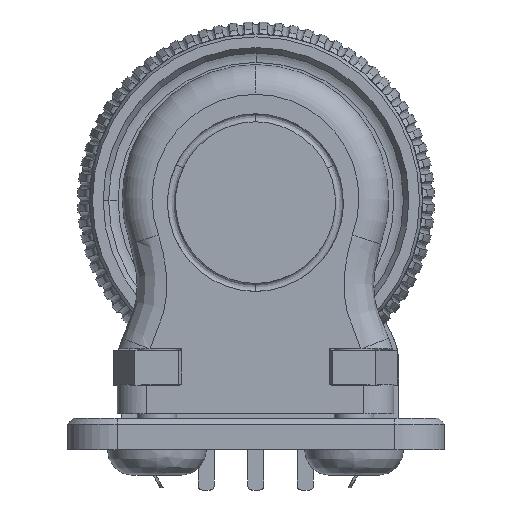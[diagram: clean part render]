
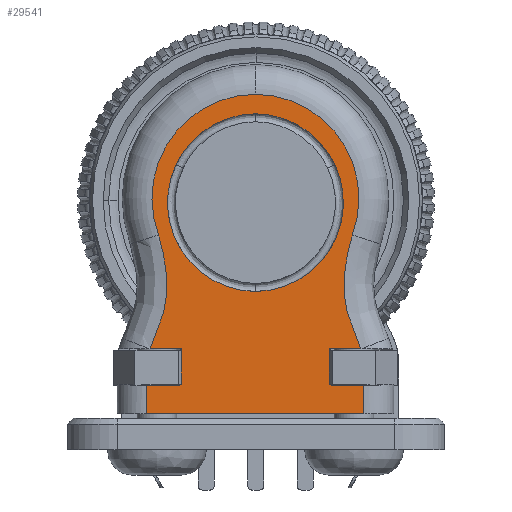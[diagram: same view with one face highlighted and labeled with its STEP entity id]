
A CAD part, front view. The second image highlights one B-rep face of the part: STEP entity #29541.
In plain terms, the highlighted planar face has unit normal (0, -1, 0).
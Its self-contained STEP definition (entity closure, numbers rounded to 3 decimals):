
#28549=CARTESIAN_POINT('',(-4.01,-8.7,12.786));
#28550=VERTEX_POINT('',#28549);
#28558=CARTESIAN_POINT('',(-0.006,-8.7,6.392));
#28559=VERTEX_POINT('',#28558);
#28560=CARTESIAN_POINT('',(0.04,-8.7,10.872));
#28561=DIRECTION('',(0.,1.,-0.));
#28562=DIRECTION('',(0.,0.,1.));
#28563=AXIS2_PLACEMENT_3D('',#28560,#28561,#28562);
#28564=CIRCLE('',#28563,4.48);
#28565=EDGE_CURVE('',#28559,#28550,#28564,.T.);
#28672=CARTESIAN_POINT('',(-3.737,-8.7,3.515));
#28673=VERTEX_POINT('',#28672);
#28680=CARTESIAN_POINT('',(-5.316,-8.7,3.515));
#28681=VERTEX_POINT('',#28680);
#28682=CARTESIAN_POINT('',(-3.737,-8.7,3.515));
#28683=DIRECTION('',(-1.,0.,0.));
#28684=VECTOR('',#28683,1.578);
#28685=LINE('',#28682,#28684);
#28686=EDGE_CURVE('',#28673,#28681,#28685,.T.);
#28974=CARTESIAN_POINT('',(-5.477,-8.7,1.715));
#28975=VERTEX_POINT('',#28974);
#28983=CARTESIAN_POINT('',(-3.737,-8.7,1.715));
#28984=VERTEX_POINT('',#28983);
#28985=CARTESIAN_POINT('',(-3.737,-8.7,1.715));
#28986=DIRECTION('',(-1.,0.,0.));
#28987=VECTOR('',#28986,1.739);
#28988=LINE('',#28985,#28987);
#28989=EDGE_CURVE('',#28984,#28975,#28988,.T.);
#29380=CARTESIAN_POINT('',(9.814,-8.7,17.88));
#29381=DIRECTION('',(-0.,-1.,0.));
#29382=DIRECTION('',(0.,0.,1.));
#29383=AXIS2_PLACEMENT_3D('',#29380,#29381,#29382);
#29384=PLANE('',#29383);
#29385=CARTESIAN_POINT('',(3.998,-8.7,12.786));
#29386=VERTEX_POINT('',#29385);
#29387=CARTESIAN_POINT('',(-0.052,-8.7,10.872));
#29388=DIRECTION('',(-0.,-1.,0.));
#29389=DIRECTION('',(0.,0.,1.));
#29390=AXIS2_PLACEMENT_3D('',#29387,#29388,#29389);
#29391=CIRCLE('',#29390,4.48);
#29392=EDGE_CURVE('',#28559,#29386,#29391,.T.);
#29393=ORIENTED_EDGE('',*,*,#29392,.F.);
#29394=ORIENTED_EDGE('',*,*,#28565,.T.);
#29395=CARTESIAN_POINT('',(-0.006,-8.7,15.351));
#29396=VERTEX_POINT('',#29395);
#29397=CARTESIAN_POINT('',(0.04,-8.7,10.872));
#29398=DIRECTION('',(0.,1.,-0.));
#29399=DIRECTION('',(0.,0.,1.));
#29400=AXIS2_PLACEMENT_3D('',#29397,#29398,#29399);
#29401=CIRCLE('',#29400,4.48);
#29402=EDGE_CURVE('',#28550,#29396,#29401,.T.);
#29403=ORIENTED_EDGE('',*,*,#29402,.T.);
#29404=CARTESIAN_POINT('',(-0.052,-8.7,10.872));
#29405=DIRECTION('',(-0.,-1.,0.));
#29406=DIRECTION('',(0.,0.,1.));
#29407=AXIS2_PLACEMENT_3D('',#29404,#29405,#29406);
#29408=CIRCLE('',#29407,4.48);
#29409=EDGE_CURVE('',#29386,#29396,#29408,.T.);
#29410=ORIENTED_EDGE('',*,*,#29409,.F.);
#29411=EDGE_LOOP('',(#29393,#29394,#29403,#29410));
#29412=FACE_BOUND('',#29411,.T.);
#29413=CARTESIAN_POINT('',(5.466,-8.7,0.216));
#29414=VERTEX_POINT('',#29413);
#29415=CARTESIAN_POINT('',(-5.478,-8.7,0.216));
#29416=VERTEX_POINT('',#29415);
#29417=CARTESIAN_POINT('',(5.466,-8.7,0.216));
#29418=DIRECTION('',(-1.,0.,0.));
#29419=VECTOR('',#29418,10.944);
#29420=LINE('',#29417,#29419);
#29421=EDGE_CURVE('',#29414,#29416,#29420,.T.);
#29422=ORIENTED_EDGE('',*,*,#29421,.F.);
#29423=CARTESIAN_POINT('',(5.465,-8.7,1.715));
#29424=VERTEX_POINT('',#29423);
#29425=CARTESIAN_POINT('',(5.466,-8.7,0.216));
#29426=DIRECTION('',(-0.001,0.,1.));
#29427=VECTOR('',#29426,1.499);
#29428=LINE('',#29425,#29427);
#29429=EDGE_CURVE('',#29414,#29424,#29428,.T.);
#29430=ORIENTED_EDGE('',*,*,#29429,.T.);
#29431=CARTESIAN_POINT('',(3.726,-8.7,1.715));
#29432=VERTEX_POINT('',#29431);
#29433=CARTESIAN_POINT('',(3.726,-8.7,1.715));
#29434=DIRECTION('',(1.,-0.,0.));
#29435=VECTOR('',#29434,1.739);
#29436=LINE('',#29433,#29435);
#29437=EDGE_CURVE('',#29432,#29424,#29436,.T.);
#29438=ORIENTED_EDGE('',*,*,#29437,.F.);
#29439=CARTESIAN_POINT('',(3.726,-8.7,3.515));
#29440=VERTEX_POINT('',#29439);
#29441=CARTESIAN_POINT('',(3.726,-8.7,3.515));
#29442=DIRECTION('',(0.,-0.,-1.));
#29443=VECTOR('',#29442,1.8);
#29444=LINE('',#29441,#29443);
#29445=EDGE_CURVE('',#29440,#29432,#29444,.T.);
#29446=ORIENTED_EDGE('',*,*,#29445,.F.);
#29447=CARTESIAN_POINT('',(5.304,-8.7,3.515));
#29448=VERTEX_POINT('',#29447);
#29449=CARTESIAN_POINT('',(3.726,-8.7,3.515));
#29450=DIRECTION('',(1.,-0.,0.));
#29451=VECTOR('',#29450,1.578);
#29452=LINE('',#29449,#29451);
#29453=EDGE_CURVE('',#29440,#29448,#29452,.T.);
#29454=ORIENTED_EDGE('',*,*,#29453,.T.);
#29455=CARTESIAN_POINT('',(4.88,-8.7,9.244));
#29456=VERTEX_POINT('',#29455);
#29457=CARTESIAN_POINT('',(5.304,-8.7,3.515));
#29458=CARTESIAN_POINT('',(5.215,-8.7,3.746));
#29459=CARTESIAN_POINT('',(5.116,-8.7,3.972));
#29460=CARTESIAN_POINT('',(5.02,-8.7,4.2));
#29461=CARTESIAN_POINT('',(4.924,-8.7,4.428));
#29462=CARTESIAN_POINT('',(4.832,-8.7,4.658));
#29463=CARTESIAN_POINT('',(4.753,-8.7,4.892));
#29464=CARTESIAN_POINT('',(4.674,-8.7,5.127));
#29465=CARTESIAN_POINT('',(4.609,-8.7,5.366));
#29466=CARTESIAN_POINT('',(4.561,-8.7,5.607));
#29467=CARTESIAN_POINT('',(4.513,-8.7,5.848));
#29468=CARTESIAN_POINT('',(4.482,-8.7,6.091));
#29469=CARTESIAN_POINT('',(4.468,-8.7,6.336));
#29470=CARTESIAN_POINT('',(4.453,-8.7,6.581));
#29471=CARTESIAN_POINT('',(4.455,-8.7,6.83));
#29472=CARTESIAN_POINT('',(4.47,-8.7,7.076));
#29473=CARTESIAN_POINT('',(4.485,-8.7,7.322));
#29474=CARTESIAN_POINT('',(4.513,-8.7,7.566));
#29475=CARTESIAN_POINT('',(4.551,-8.7,7.808));
#29476=CARTESIAN_POINT('',(4.628,-8.7,8.292));
#29477=CARTESIAN_POINT('',(4.745,-8.7,8.769));
#29478=CARTESIAN_POINT('',(4.88,-8.7,9.244));
#29479=B_SPLINE_CURVE_WITH_KNOTS('',3,(#29457,#29458,#29459,#29460,#29461,#29462,#29463,#29464,#29465,#29466,#29467,#29468,#29469,#29470,#29471,#29472,#29473,#29474,#29475,#29476,#29477,#29478),.UNSPECIFIED.,.F.,.F.,(4,3,3,3,3,3,3,4),(0.,0.001,0.002,0.002,0.003,0.004,0.004,0.006),.UNSPECIFIED.);
#29480=EDGE_CURVE('',#29448,#29456,#29479,.T.);
#29481=ORIENTED_EDGE('',*,*,#29480,.T.);
#29482=CARTESIAN_POINT('',(-0.006,-8.7,16.336));
#29483=VERTEX_POINT('',#29482);
#29484=CARTESIAN_POINT('',(-0.036,-8.7,11.087));
#29485=DIRECTION('',(-0.,-1.,0.));
#29486=DIRECTION('',(0.,0.,1.));
#29487=AXIS2_PLACEMENT_3D('',#29484,#29485,#29486);
#29488=CIRCLE('',#29487,5.25);
#29489=EDGE_CURVE('',#29456,#29483,#29488,.T.);
#29490=ORIENTED_EDGE('',*,*,#29489,.T.);
#29491=CARTESIAN_POINT('',(-4.891,-8.7,9.244));
#29492=VERTEX_POINT('',#29491);
#29493=CARTESIAN_POINT('',(0.025,-8.7,11.087));
#29494=DIRECTION('',(0.,1.,-0.));
#29495=DIRECTION('',(0.,0.,1.));
#29496=AXIS2_PLACEMENT_3D('',#29493,#29494,#29495);
#29497=CIRCLE('',#29496,5.25);
#29498=EDGE_CURVE('',#29492,#29483,#29497,.T.);
#29499=ORIENTED_EDGE('',*,*,#29498,.F.);
#29500=CARTESIAN_POINT('',(-5.316,-8.7,3.515));
#29501=CARTESIAN_POINT('',(-5.227,-8.7,3.746));
#29502=CARTESIAN_POINT('',(-5.128,-8.7,3.972));
#29503=CARTESIAN_POINT('',(-5.032,-8.7,4.2));
#29504=CARTESIAN_POINT('',(-4.936,-8.7,4.428));
#29505=CARTESIAN_POINT('',(-4.844,-8.7,4.658));
#29506=CARTESIAN_POINT('',(-4.765,-8.7,4.892));
#29507=CARTESIAN_POINT('',(-4.686,-8.7,5.127));
#29508=CARTESIAN_POINT('',(-4.621,-8.7,5.366));
#29509=CARTESIAN_POINT('',(-4.573,-8.7,5.607));
#29510=CARTESIAN_POINT('',(-4.525,-8.7,5.848));
#29511=CARTESIAN_POINT('',(-4.494,-8.7,6.091));
#29512=CARTESIAN_POINT('',(-4.479,-8.7,6.336));
#29513=CARTESIAN_POINT('',(-4.465,-8.7,6.581));
#29514=CARTESIAN_POINT('',(-4.466,-8.7,6.83));
#29515=CARTESIAN_POINT('',(-4.481,-8.7,7.076));
#29516=CARTESIAN_POINT('',(-4.496,-8.7,7.322));
#29517=CARTESIAN_POINT('',(-4.525,-8.7,7.566));
#29518=CARTESIAN_POINT('',(-4.563,-8.7,7.808));
#29519=CARTESIAN_POINT('',(-4.639,-8.7,8.292));
#29520=CARTESIAN_POINT('',(-4.756,-8.7,8.769));
#29521=CARTESIAN_POINT('',(-4.891,-8.7,9.244));
#29522=B_SPLINE_CURVE_WITH_KNOTS('',3,(#29500,#29501,#29502,#29503,#29504,#29505,#29506,#29507,#29508,#29509,#29510,#29511,#29512,#29513,#29514,#29515,#29516,#29517,#29518,#29519,#29520,#29521),.UNSPECIFIED.,.F.,.F.,(4,3,3,3,3,3,3,4),(0.,0.001,0.002,0.002,0.003,0.004,0.004,0.006),.UNSPECIFIED.);
#29523=EDGE_CURVE('',#28681,#29492,#29522,.T.);
#29524=ORIENTED_EDGE('',*,*,#29523,.F.);
#29525=ORIENTED_EDGE('',*,*,#28686,.F.);
#29526=CARTESIAN_POINT('',(-3.737,-8.7,3.515));
#29527=DIRECTION('',(-0.,-0.,-1.));
#29528=VECTOR('',#29527,1.8);
#29529=LINE('',#29526,#29528);
#29530=EDGE_CURVE('',#28673,#28984,#29529,.T.);
#29531=ORIENTED_EDGE('',*,*,#29530,.T.);
#29532=ORIENTED_EDGE('',*,*,#28989,.T.);
#29533=CARTESIAN_POINT('',(-5.478,-8.7,0.216));
#29534=DIRECTION('',(0.001,0.,1.));
#29535=VECTOR('',#29534,1.499);
#29536=LINE('',#29533,#29535);
#29537=EDGE_CURVE('',#29416,#28975,#29536,.T.);
#29538=ORIENTED_EDGE('',*,*,#29537,.F.);
#29539=EDGE_LOOP('',(#29422,#29430,#29438,#29446,#29454,#29481,#29490,#29499,#29524,#29525,#29531,#29532,#29538));
#29540=FACE_BOUND('',#29539,.T.);
#29541=ADVANCED_FACE('',(#29412,#29540),#29384,.T.);
